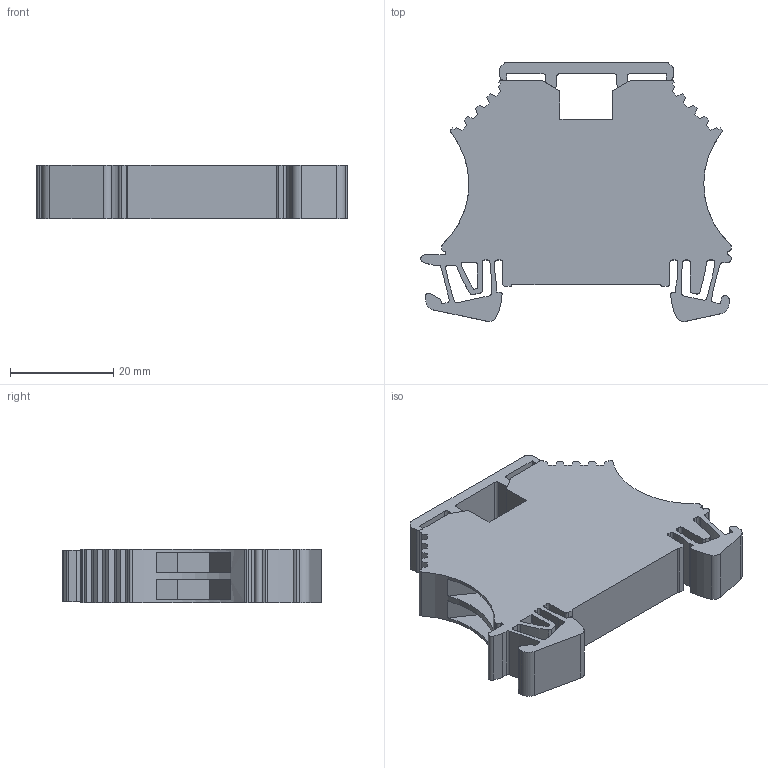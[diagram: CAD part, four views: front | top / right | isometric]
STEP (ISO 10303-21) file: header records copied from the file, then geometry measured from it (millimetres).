
FILE_DESCRIPTION((''),'2;1');
FILE_NAME('PRT0001','2023-12-29T',('Administrator'),(''),'PRO/ENGINEER BY PARAMETRIC TECHNOLOGY CORPORATION, 2013230','PRO/ENGINEER BY PARAMETRIC TECHNOLOGY CORPORATION, 2013230','');
FILE_SCHEMA(('AUTOMOTIVE_DESIGN { 1 0 10303 214 1 1 1 1 }'));
Length unit declared in the file: millimetre
Products named in the file (1): PRT0001
Bounding box: 60 x 50.1 x 10.4 mm (x, y, z)
Volume: 18955.1 mm3; surface area: 9185.8 mm2
Topology: 1 solids, 1 shells, 222 faces, 642 edges, 428 vertices
Faces by surface type: plane 136, cylinder 86
Entity records: 8880 total; most frequent: CARTESIAN_POINT 1294, ORIENTED_EDGE 1284, DIRECTION 1266, EDGE_CURVE 642, VECTOR 462, LINE 462, VERTEX_POINT 428, AXIS2_PLACEMENT_3D 402
